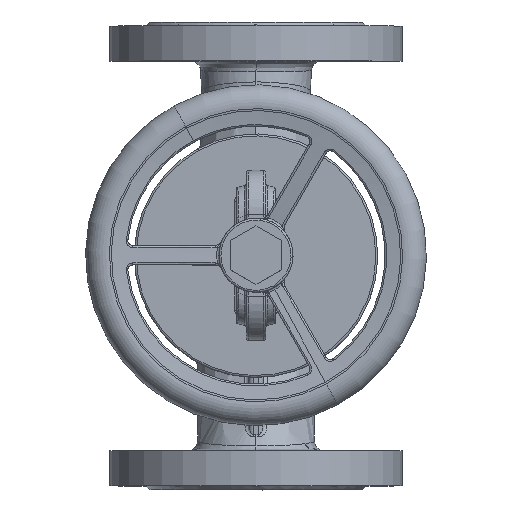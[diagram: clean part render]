
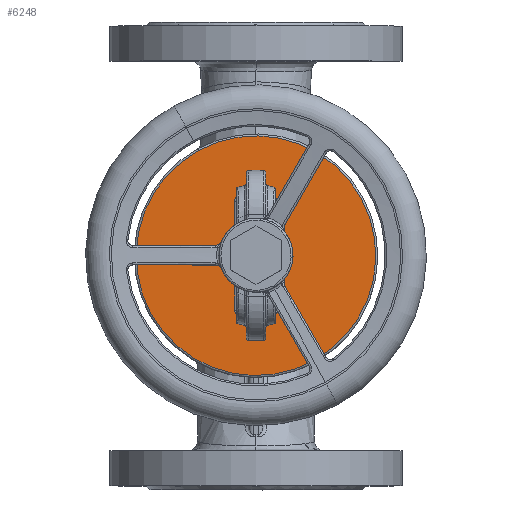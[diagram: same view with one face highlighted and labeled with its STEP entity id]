
A CAD part, top view. The second image highlights one B-rep face of the part: STEP entity #6248.
In plain terms, the highlighted planar face has unit normal (0, 0, 1).
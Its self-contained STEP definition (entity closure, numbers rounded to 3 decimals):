
#6173=AXIS2_PLACEMENT_3D('Plane Axis2P3D',#6170,#6171,#6172) ;
#6177=AXIS2_PLACEMENT_3D('Circle Axis2P3D',#6175,#6176,$) ;
#6186=AXIS2_PLACEMENT_3D('Circle Axis2P3D',#6184,#6185,$) ;
#6195=AXIS2_PLACEMENT_3D('Circle Axis2P3D',#6193,#6194,$) ;
#6235=AXIS2_PLACEMENT_3D('Circle Axis2P3D',#6233,#6234,$) ;
#3055=CARTESIAN_POINT('Line Origine',(22.,0.,168.)) ;
#3059=CARTESIAN_POINT('Vertex',(22.,-55.828,168.)) ;
#3061=CARTESIAN_POINT('Vertex',(22.,55.828,168.)) ;
#4298=CARTESIAN_POINT('Line Origine',(-22.,0.,168.)) ;
#4302=CARTESIAN_POINT('Vertex',(-22.,55.828,168.)) ;
#4304=CARTESIAN_POINT('Vertex',(-22.,-55.828,168.)) ;
#6026=CARTESIAN_POINT('Control Point',(18.979,-60.641,168.)) ;
#6027=CARTESIAN_POINT('Control Point',(19.191,-60.574,168.)) ;
#6028=CARTESIAN_POINT('Control Point',(19.395,-60.491,168.)) ;
#6029=CARTESIAN_POINT('Control Point',(19.59,-60.393,168.)) ;
#6030=CARTESIAN_POINT('Control Point',(20.089,-60.096,168.)) ;
#6031=CARTESIAN_POINT('Control Point',(20.508,-59.725,168.)) ;
#6032=CARTESIAN_POINT('Control Point',(20.743,-59.47,168.)) ;
#6033=CARTESIAN_POINT('Control Point',(21.27,-58.782,168.)) ;
#6034=CARTESIAN_POINT('Control Point',(21.625,-58.022,168.)) ;
#6035=CARTESIAN_POINT('Control Point',(21.786,-57.547,168.)) ;
#6036=CARTESIAN_POINT('Control Point',(21.928,-56.914,168.)) ;
#6037=CARTESIAN_POINT('Control Point',(21.986,-56.276,168.)) ;
#6038=CARTESIAN_POINT('Control Point',(21.995,-56.126,168.)) ;
#6039=CARTESIAN_POINT('Control Point',(22.,-55.977,168.)) ;
#6040=CARTESIAN_POINT('Control Point',(22.,-55.828,168.)) ;
#6041=CARTESIAN_POINT('Vertex',(18.979,-60.641,168.)) ;
#6141=CARTESIAN_POINT('Control Point',(22.,55.828,168.)) ;
#6142=CARTESIAN_POINT('Control Point',(22.,56.344,168.)) ;
#6143=CARTESIAN_POINT('Control Point',(21.946,56.86,168.)) ;
#6144=CARTESIAN_POINT('Control Point',(21.838,57.371,168.)) ;
#6145=CARTESIAN_POINT('Control Point',(21.561,58.212,168.)) ;
#6146=CARTESIAN_POINT('Control Point',(21.103,58.997,168.)) ;
#6147=CARTESIAN_POINT('Control Point',(20.887,59.302,168.)) ;
#6148=CARTESIAN_POINT('Control Point',(20.439,59.813,168.)) ;
#6149=CARTESIAN_POINT('Control Point',(19.87,60.239,168.)) ;
#6150=CARTESIAN_POINT('Control Point',(19.595,60.405,168.)) ;
#6151=CARTESIAN_POINT('Control Point',(19.296,60.541,168.)) ;
#6152=CARTESIAN_POINT('Control Point',(18.979,60.641,168.)) ;
#6153=CARTESIAN_POINT('Vertex',(18.979,60.641,168.)) ;
#6170=CARTESIAN_POINT('Axis2P3D Location',(0.,-125.,168.)) ;
#6175=CARTESIAN_POINT('Axis2P3D Location',(0.,0.,168.)) ;
#6179=CARTESIAN_POINT('Vertex',(58.969,-107.943,168.)) ;
#6181=CARTESIAN_POINT('Vertex',(-58.969,107.943,168.)) ;
#6184=CARTESIAN_POINT('Axis2P3D Location',(0.,0.,168.)) ;
#6193=CARTESIAN_POINT('Axis2P3D Location',(0.,0.,168.)) ;
#6197=CARTESIAN_POINT('Vertex',(-18.979,-60.641,168.)) ;
#6201=CARTESIAN_POINT('Control Point',(-22.,-55.828,168.)) ;
#6202=CARTESIAN_POINT('Control Point',(-22.,-56.344,168.)) ;
#6203=CARTESIAN_POINT('Control Point',(-21.946,-56.86,168.)) ;
#6204=CARTESIAN_POINT('Control Point',(-21.838,-57.371,168.)) ;
#6205=CARTESIAN_POINT('Control Point',(-21.561,-58.212,168.)) ;
#6206=CARTESIAN_POINT('Control Point',(-21.103,-58.997,168.)) ;
#6207=CARTESIAN_POINT('Control Point',(-20.887,-59.302,168.)) ;
#6208=CARTESIAN_POINT('Control Point',(-20.439,-59.813,168.)) ;
#6209=CARTESIAN_POINT('Control Point',(-19.87,-60.239,168.)) ;
#6210=CARTESIAN_POINT('Control Point',(-19.595,-60.405,168.)) ;
#6211=CARTESIAN_POINT('Control Point',(-19.296,-60.541,168.)) ;
#6212=CARTESIAN_POINT('Control Point',(-18.979,-60.641,168.)) ;
#6215=CARTESIAN_POINT('Control Point',(-18.979,60.641,168.)) ;
#6216=CARTESIAN_POINT('Control Point',(-19.191,60.574,168.)) ;
#6217=CARTESIAN_POINT('Control Point',(-19.395,60.491,168.)) ;
#6218=CARTESIAN_POINT('Control Point',(-19.59,60.393,168.)) ;
#6219=CARTESIAN_POINT('Control Point',(-20.089,60.096,168.)) ;
#6220=CARTESIAN_POINT('Control Point',(-20.508,59.725,168.)) ;
#6221=CARTESIAN_POINT('Control Point',(-20.743,59.47,168.)) ;
#6222=CARTESIAN_POINT('Control Point',(-21.27,58.782,168.)) ;
#6223=CARTESIAN_POINT('Control Point',(-21.625,58.022,168.)) ;
#6224=CARTESIAN_POINT('Control Point',(-21.786,57.547,168.)) ;
#6225=CARTESIAN_POINT('Control Point',(-21.928,56.914,168.)) ;
#6226=CARTESIAN_POINT('Control Point',(-21.986,56.276,168.)) ;
#6227=CARTESIAN_POINT('Control Point',(-21.995,56.126,168.)) ;
#6228=CARTESIAN_POINT('Control Point',(-22.,55.977,168.)) ;
#6229=CARTESIAN_POINT('Control Point',(-22.,55.828,168.)) ;
#6230=CARTESIAN_POINT('Vertex',(-18.979,60.641,168.)) ;
#6233=CARTESIAN_POINT('Axis2P3D Location',(0.,0.,168.)) ;
#3056=DIRECTION('Vector Direction',(0.,-1.,0.)) ;
#4299=DIRECTION('Vector Direction',(0.,-1.,0.)) ;
#6171=DIRECTION('Axis2P3D Direction',(0.,0.,1.)) ;
#6172=DIRECTION('Axis2P3D XDirection',(1.,0.,0.)) ;
#6176=DIRECTION('Axis2P3D Direction',(0.,0.,1.)) ;
#6185=DIRECTION('Axis2P3D Direction',(0.,0.,1.)) ;
#6194=DIRECTION('Axis2P3D Direction',(0.,0.,1.)) ;
#6234=DIRECTION('Axis2P3D Direction',(0.,0.,1.)) ;
#3057=VECTOR('Line Direction',#3056,1.) ;
#4300=VECTOR('Line Direction',#4299,1.) ;
#6190=ORIENTED_EDGE('',*,*,#6183,.T.) ;
#6191=ORIENTED_EDGE('',*,*,#6188,.T.) ;
#6239=ORIENTED_EDGE('',*,*,#6043,.F.) ;
#6240=ORIENTED_EDGE('',*,*,#6199,.F.) ;
#6241=ORIENTED_EDGE('',*,*,#6213,.F.) ;
#6242=ORIENTED_EDGE('',*,*,#4306,.F.) ;
#6243=ORIENTED_EDGE('',*,*,#6232,.F.) ;
#6244=ORIENTED_EDGE('',*,*,#6237,.F.) ;
#6245=ORIENTED_EDGE('',*,*,#6155,.F.) ;
#6246=ORIENTED_EDGE('',*,*,#3063,.F.) ;
#6247=FACE_BOUND('',#6238,.T.) ;
#6248=ADVANCED_FACE('PartBody',(#6192,#6247),#6174,.T.) ;
#6025=B_SPLINE_CURVE_WITH_KNOTS('',5,(#6026,#6027,#6028,#6029,#6030,#6031,#6032,#6033,#6034,#6035,#6036,#6037,#6038,#6039,#6040),.UNSPECIFIED.,.F.,.U.,(6,3,3,3,6),(0.,1.219,3.318,6.606,7.605),.UNSPECIFIED.) ;
#6140=B_SPLINE_CURVE_WITH_KNOTS('',5,(#6141,#6142,#6143,#6144,#6145,#6146,#6147,#6148,#6149,#6150,#6151,#6152),.UNSPECIFIED.,.F.,.U.,(6,3,3,6),(0.,3.455,5.783,7.602),.UNSPECIFIED.) ;
#6200=B_SPLINE_CURVE_WITH_KNOTS('',5,(#6201,#6202,#6203,#6204,#6205,#6206,#6207,#6208,#6209,#6210,#6211,#6212),.UNSPECIFIED.,.F.,.U.,(6,3,3,6),(0.,3.457,5.785,7.605),.UNSPECIFIED.) ;
#6214=B_SPLINE_CURVE_WITH_KNOTS('',5,(#6215,#6216,#6217,#6218,#6219,#6220,#6221,#6222,#6223,#6224,#6225,#6226,#6227,#6228,#6229),.UNSPECIFIED.,.F.,.U.,(6,3,3,3,6),(0.,1.219,3.318,6.606,7.605),.UNSPECIFIED.) ;
#6178=CIRCLE('generated circle',#6177,123.) ;
#6187=CIRCLE('generated circle',#6186,123.) ;
#6196=CIRCLE('generated circle',#6195,63.541) ;
#6236=CIRCLE('generated circle',#6235,63.541) ;
#3063=EDGE_CURVE('',#3060,#3062,#3058,.F.) ;
#4306=EDGE_CURVE('',#4303,#4305,#4301,.T.) ;
#6043=EDGE_CURVE('',#6042,#3060,#6025,.T.) ;
#6155=EDGE_CURVE('',#3062,#6154,#6140,.T.) ;
#6183=EDGE_CURVE('',#6180,#6182,#6178,.T.) ;
#6188=EDGE_CURVE('',#6182,#6180,#6187,.T.) ;
#6199=EDGE_CURVE('',#6198,#6042,#6196,.T.) ;
#6213=EDGE_CURVE('',#4305,#6198,#6200,.T.) ;
#6232=EDGE_CURVE('',#6231,#4303,#6214,.T.) ;
#6237=EDGE_CURVE('',#6154,#6231,#6236,.T.) ;
#6189=EDGE_LOOP('',(#6190,#6191)) ;
#6238=EDGE_LOOP('',(#6239,#6240,#6241,#6242,#6243,#6244,#6245,#6246)) ;
#6192=FACE_OUTER_BOUND('',#6189,.T.) ;
#3058=LINE('Line',#3055,#3057) ;
#4301=LINE('Line',#4298,#4300) ;
#6174=PLANE('',#6173) ;
#3060=VERTEX_POINT('',#3059) ;
#3062=VERTEX_POINT('',#3061) ;
#4303=VERTEX_POINT('',#4302) ;
#4305=VERTEX_POINT('',#4304) ;
#6042=VERTEX_POINT('',#6041) ;
#6154=VERTEX_POINT('',#6153) ;
#6180=VERTEX_POINT('',#6179) ;
#6182=VERTEX_POINT('',#6181) ;
#6198=VERTEX_POINT('',#6197) ;
#6231=VERTEX_POINT('',#6230) ;
